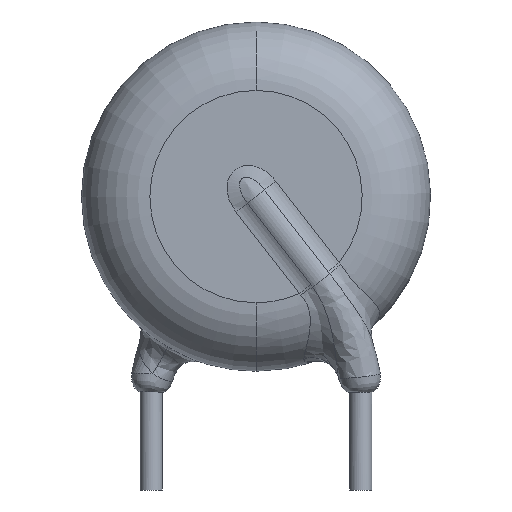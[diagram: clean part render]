
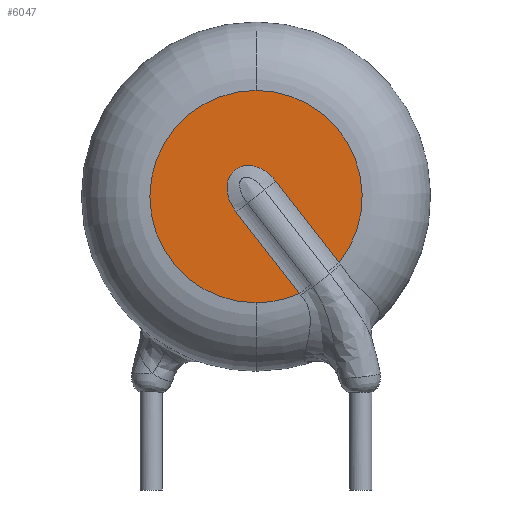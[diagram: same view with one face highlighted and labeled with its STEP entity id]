
A CAD part, front view. The second image highlights one B-rep face of the part: STEP entity #6047.
In plain terms, the highlighted planar face has unit normal (0, -1, 0).
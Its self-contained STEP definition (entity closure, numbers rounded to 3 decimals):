
#181 = VECTOR ( 'NONE', #12029, 1000. ) ;
#250 = EDGE_CURVE ( 'NONE', #12499, #8496, #8043, .T. ) ;
#566 = AXIS2_PLACEMENT_3D ( 'NONE', #11732, #7748, #8994 ) ;
#625 = FACE_OUTER_BOUND ( 'NONE', #886, .T. ) ;
#886 = EDGE_LOOP ( 'NONE', ( #16758, #16292, #12912, #3169, #6593, #7379 ) ) ;
#1231 = CARTESIAN_POINT ( 'NONE',  ( 0.625, -2.45, 7.665 ) ) ;
#1929 = CARTESIAN_POINT ( 'NONE',  ( 2.978, -2.45, 4.64 ) ) ;
#2730 = LINE ( 'NONE', #6701, #10339 ) ;
#2958 = AXIS2_PLACEMENT_3D ( 'NONE', #12443, #8609, #3245 ) ;
#3169 = ORIENTED_EDGE ( 'NONE', *, *, #250, .T. ) ;
#3229 = CIRCLE ( 'NONE', #2958, 3.8 ) ;
#3245 = DIRECTION ( 'NONE',  ( 0., 0., 1. ) ) ;
#3383 = EDGE_CURVE ( 'NONE', #14026, #6944, #3229, .T. ) ;
#3714 = DIRECTION ( 'NONE',  ( 0., 1., 0. ) ) ;
#3774 = CARTESIAN_POINT ( 'NONE',  ( -0.932, -2.45, 7.75 ) ) ;
#4106 = CARTESIAN_POINT ( 'NONE',  ( 0.711, -2.45, 7.553 ) ) ;
#4182 = CARTESIAN_POINT ( 'NONE',  ( 0., -2.45, 10.8 ) ) ;
#4424 = B_SPLINE_CURVE_WITH_KNOTS ( 'NONE', 3,
 ( #9328, #5065, #16745, #11048, #12478, #15438, #7703, #9907, #3774, #5854, #12809, #8480, #16321, #13702, #16408, #14950, #9034, #7136, #1231, #6361 ),
 .UNSPECIFIED., .F., .F.,
 ( 4, 2, 2, 2, 2, 2, 2, 2, 2, 4 ),
 ( 0., 0., 0.001, 0.001, 0.001, 0.002, 0.002, 0.003, 0.003, 0.003 ),
 .UNSPECIFIED. ) ;
#4517 = DIRECTION ( 'NONE',  ( -0.614, 0., 0.789 ) ) ;
#4845 = CARTESIAN_POINT ( 'NONE',  ( 0.711, -2.45, 7.553 ) ) ;
#5065 = CARTESIAN_POINT ( 'NONE',  ( -0.798, -2.45, 6.557 ) ) ;
#5545 = CIRCLE ( 'NONE', #8242, 3.8 ) ;
#5807 = PLANE ( 'NONE',  #6009 ) ;
#5854 = CARTESIAN_POINT ( 'NONE',  ( -0.853, -2.45, 7.865 ) ) ;
#6009 = AXIS2_PLACEMENT_3D ( 'NONE', #14074, #10031, #11330 ) ;
#6047 = ADVANCED_FACE ( 'NONE', ( #625 ), #5807, .F. ) ;
#6174 = EDGE_CURVE ( 'NONE', #13630, #15210, #2730, .T. ) ;
#6361 = CARTESIAN_POINT ( 'NONE',  ( 0.711, -2.45, 7.553 ) ) ;
#6593 = ORIENTED_EDGE ( 'NONE', *, *, #13497, .F. ) ;
#6701 = CARTESIAN_POINT ( 'NONE',  ( -0.711, -2.45, 6.447 ) ) ;
#6944 = VERTEX_POINT ( 'NONE', #4182 ) ;
#7136 = CARTESIAN_POINT ( 'NONE',  ( 0.526, -2.45, 7.766 ) ) ;
#7366 = CIRCLE ( 'NONE', #566, 3.8 ) ;
#7379 = ORIENTED_EDGE ( 'NONE', *, *, #3383, .F. ) ;
#7703 = CARTESIAN_POINT ( 'NONE',  ( -1.033, -2.45, 7.487 ) ) ;
#7748 = DIRECTION ( 'NONE',  ( 0., 1., 0. ) ) ;
#8043 = LINE ( 'NONE', #4106, #181 ) ;
#8242 = AXIS2_PLACEMENT_3D ( 'NONE', #13957, #3714, #13877 ) ;
#8480 = CARTESIAN_POINT ( 'NONE',  ( -0.64, -2.45, 8.047 ) ) ;
#8496 = VERTEX_POINT ( 'NONE', #1929 ) ;
#8609 = DIRECTION ( 'NONE',  ( 0., 1., 0. ) ) ;
#8994 = DIRECTION ( 'NONE',  ( 0., 0., 1. ) ) ;
#9034 = CARTESIAN_POINT ( 'NONE',  ( 0.306, -2.45, 7.937 ) ) ;
#9328 = CARTESIAN_POINT ( 'NONE',  ( -0.711, -2.45, 6.447 ) ) ;
#9907 = CARTESIAN_POINT ( 'NONE',  ( -0.963, -2.45, 7.687 ) ) ;
#10031 = DIRECTION ( 'NONE',  ( 0., 1., 0. ) ) ;
#10256 = CARTESIAN_POINT ( 'NONE',  ( -0.711, -2.45, 6.447 ) ) ;
#10339 = VECTOR ( 'NONE', #4517, 1000. ) ;
#10412 = CARTESIAN_POINT ( 'NONE',  ( 0., -2.45, 3.2 ) ) ;
#11048 = CARTESIAN_POINT ( 'NONE',  ( -0.981, -2.45, 6.933 ) ) ;
#11330 = DIRECTION ( 'NONE',  ( 0., 0., 1. ) ) ;
#11732 = CARTESIAN_POINT ( 'NONE',  ( 0., -2.45, 7. ) ) ;
#12029 = DIRECTION ( 'NONE',  ( 0.614, 0., -0.789 ) ) ;
#12443 = CARTESIAN_POINT ( 'NONE',  ( 0., -2.45, 7. ) ) ;
#12478 = CARTESIAN_POINT ( 'NONE',  ( -1.019, -2.45, 7.068 ) ) ;
#12499 = VERTEX_POINT ( 'NONE', #4845 ) ;
#12803 = EDGE_CURVE ( 'NONE', #15210, #12499, #4424, .T. ) ;
#12809 = CARTESIAN_POINT ( 'NONE',  ( -0.804, -2.45, 7.917 ) ) ;
#12912 = ORIENTED_EDGE ( 'NONE', *, *, #12803, .T. ) ;
#13497 = EDGE_CURVE ( 'NONE', #6944, #8496, #7366, .T. ) ;
#13630 = VERTEX_POINT ( 'NONE', #14790 ) ;
#13702 = CARTESIAN_POINT ( 'NONE',  ( -0.222, -2.45, 8.126 ) ) ;
#13877 = DIRECTION ( 'NONE',  ( 0., 0., 1. ) ) ;
#13957 = CARTESIAN_POINT ( 'NONE',  ( 0., -2.45, 7. ) ) ;
#14026 = VERTEX_POINT ( 'NONE', #10412 ) ;
#14074 = CARTESIAN_POINT ( 'NONE',  ( 0., -2.45, 7. ) ) ;
#14790 = CARTESIAN_POINT ( 'NONE',  ( 1.555, -2.45, 3.533 ) ) ;
#14950 = CARTESIAN_POINT ( 'NONE',  ( 0.183, -2.45, 8.008 ) ) ;
#15210 = VERTEX_POINT ( 'NONE', #10256 ) ;
#15438 = CARTESIAN_POINT ( 'NONE',  ( -1.045, -2.45, 7.344 ) ) ;
#15813 = EDGE_CURVE ( 'NONE', #13630, #14026, #5545, .T. ) ;
#16292 = ORIENTED_EDGE ( 'NONE', *, *, #6174, .T. ) ;
#16321 = CARTESIAN_POINT ( 'NONE',  ( -0.503, -2.45, 8.099 ) ) ;
#16408 = CARTESIAN_POINT ( 'NONE',  ( -0.08, -2.45, 8.103 ) ) ;
#16745 = CARTESIAN_POINT ( 'NONE',  ( -0.87, -2.45, 6.676 ) ) ;
#16758 = ORIENTED_EDGE ( 'NONE', *, *, #15813, .F. ) ;
